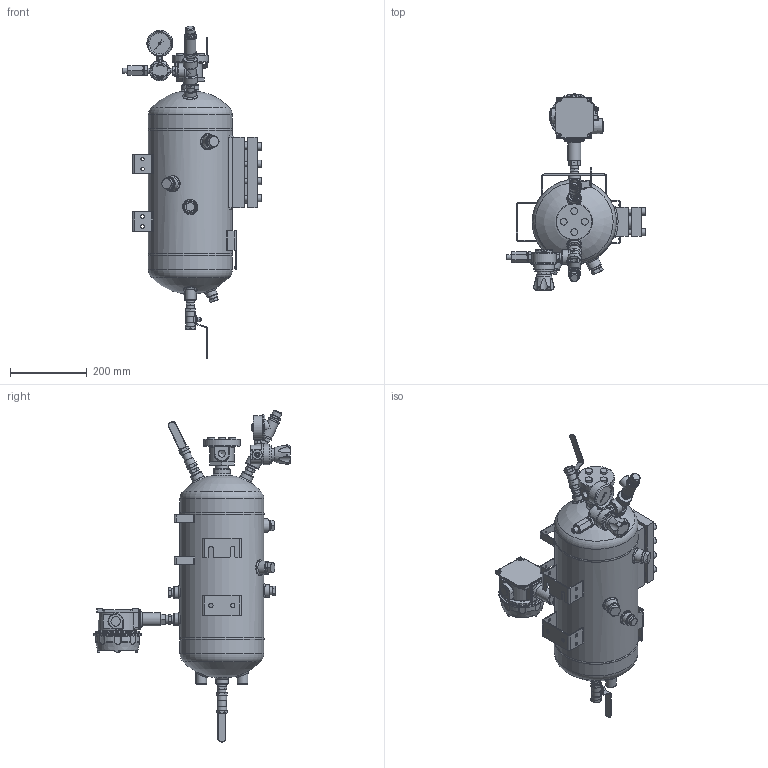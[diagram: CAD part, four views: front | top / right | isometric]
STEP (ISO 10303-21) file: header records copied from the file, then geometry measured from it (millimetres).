
FILE_DESCRIPTION(/* description */ ('Unknown'),/* implementation_level */ '2;1');
FILE_NAME(/* name */ '15HP215CCSSECB---',/* time_stamp */ '2023-06-06T08:57:13+01:00',/* author */ ('Unknown'),/* organization */ ('Unknown'),/* preprocessor_version */ 'ST-DEVELOPER v18.102',/* originating_system */ 'Solid Edge',/* authorisation */ 'Unknown');
FILE_SCHEMA (('AUTOMOTIVE_DESIGN {1 0 10303 214 3 1 1}'));
Length unit declared in the file: millimetre
Products named in the file (60): 3166617; 2071136; 2071579; 2071580; 2071581; 2032222; 2071564; 2071566; 2032161; 2032149; 2032158; 2033755; 2032164; 2032155; 2032147; 2071570; 2032318; 2032223; 2008870; 2012357; 2030293; 2071136_1,011_3,280_Fillet 13_oa_0; 2071136_1,011_3,280_Fillet 13_oa_1; 2051700; 2071136_1,011_3,280_Fillet 13_oa_2; 2071136_1,011_3,280_Fillet 13_oa_3; 2071136_1,011_3,280_Fillet 13_oa_4; 2071136_1,011_3,280_Fillet 13_oa_5; 2071136_1,011_3,280_Fillet 13_oa_6; 2071136_1,011_3,280_Fillet 13_oa_7; 2071136_1,011_3,280_Fillet 13_oa_8; 2071136_1,011_3,280_Fillet 13_oa_9; 2071136_1,011_3,280_Fillet 13_oa_10; 2071136_1,011_3,280_Fillet 13_oa_11; 2071136_1,011_3,280_Fillet 13_oa_12; 2071136_1,011_3,280_Fillet 13_oa_13; 2071136_1,011_3,280_Fillet 13_oa_14; 2071136_1,011_3,280_Fillet 13_oa_15; 2071136_1,011_3,280_Fillet 13_oa_16; 2071136_1,011_3,280_Fillet 13_oa_17 ...
Assembly tree (85 placements, depth 4):
  3166617
    2071136
      2071579
      2071580
      2071581
      2032222
      2071564
      2071566  x6
      2032161
        2032149
        2032158
        2033755  x8
        2032164  x2
        2032155
      2032147  x2
      2071570  x2
      2032318
      2032223  x2
      2008870
      2012357
      2030293
      2071136_1,011_3,280_Fillet 13_oa_0
      2071136_1,011_3,280_Fillet 13_oa_1
      2051700  x4
      2071136_1,011_3,280_Fillet 13_oa_2
      2071136_1,011_3,280_Fillet 13_oa_3
      2071136_1,011_3,280_Fillet 13_oa_4
      2071136_1,011_3,280_Fillet 13_oa_5
      2071136_1,011_3,280_Fillet 13_oa_6
      2071136_1,011_3,280_Fillet 13_oa_7
      2071136_1,011_3,280_Fillet 13_oa_8
      2071136_1,011_3,280_Fillet 13_oa_9
      2071136_1,011_3,280_Fillet 13_oa_10
      2071136_1,011_3,280_Fillet 13_oa_11
      2071136_1,011_3,280_Fillet 13_oa_12
      2071136_1,011_3,280_Fillet 13_oa_13
      2071136_1,011_3,280_Fillet 13_oa_14
      2071136_1,011_3,280_Fillet 13_oa_15
      2071136_1,011_3,280_Fillet 13_oa_16
      2071136_1,011_3,280_Fillet 13_oa_17
      2071136_1,011_3,280_Fillet 13_oa_18
      2071136_1,011_3,280_Fillet 13_oa_19
      2071136_1,011_3,280_Fillet 13_oa_20
      2071136_1,011_3,280_Fillet 13_oa_21
      2071136_1,011_3,280_Fillet 13_oa_22
      2071136_1,011_3,280_Fillet 13_oa_23
      2071136_1,011_3,280_Fillet 13_oa_24
      2071613
    2026468
    2026341  x2
    2026216  x4
    2061942
    2062112
    3165263
    3168383
    2028556
    2052089  x3
    2009297  x2
    2028094
    3165385
Bounding box: 365.74 x 513.79 x 867.43 mm (x, y, z)
Volume: 4698690.6 mm3; surface area: 1682394.6 mm2
Topology: 112 solids, 112 shells, 2434 faces, 5560 edges, 3404 vertices
Faces by surface type: plane 1010, cylinder 612, cone 347, bspline 198, torus 188, sphere 79
Full cylindrical faces by diameter (mm): 0.762 x2, 1.016 x1, 2 x4, 3.2 x4, 3.967 x2, 4 x8, 4.902 x1, 5 x4, 6.2 x1, 6.35 x5, 6.858 x2, 7 x4, 7.62 x2, 8 x7, 9 x8, 9.2 x2, 9.398 x1, 9.5 x3, 10 x3, 10.287 x1, 10.584 x8, 11 x2, 11.862 x3, 12.7 x16, 13 x2, 13.716 x2, 13.97 x5, 14 x8, 15.5 x4, 18 x7
Entity records: 86137 total; most frequent: CARTESIAN_POINT 35087, DIRECTION 8352, ORIENTED_EDGE 7714, EDGE_CURVE 3857, AXIS2_PLACEMENT_3D 3342, FACE_BOUND 2636, EDGE_LOOP 2625, VERTEX_POINT 2595
